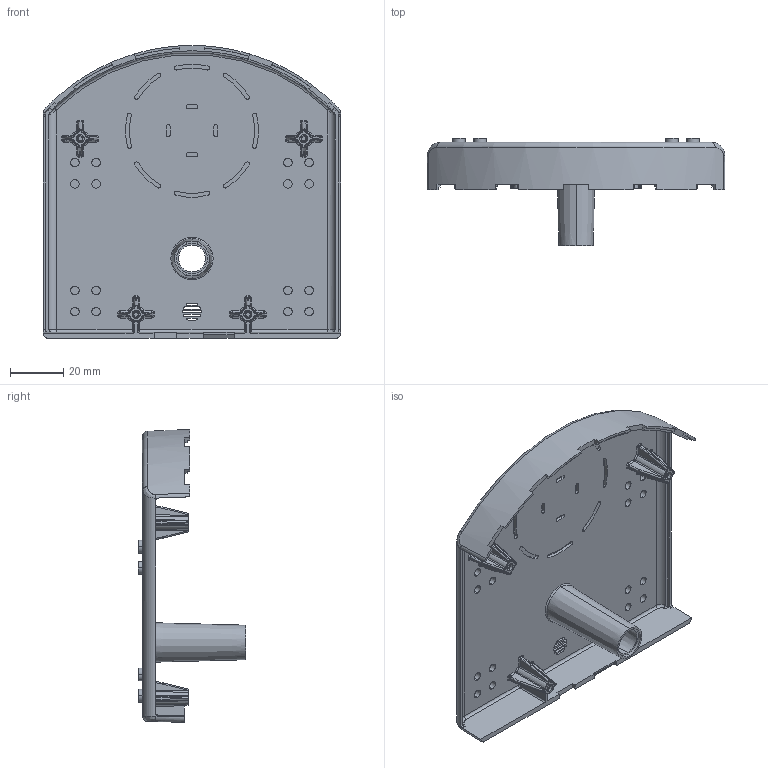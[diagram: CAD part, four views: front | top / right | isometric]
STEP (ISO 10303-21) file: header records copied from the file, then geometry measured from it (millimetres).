
FILE_DESCRIPTION((''),'2;1');
FILE_NAME('P_COQUE_DESSUS','2011-01-18T',('Michael'),('EPFL'),'PRO/ENGINEER BY PARAMETRIC TECHNOLOGY CORPORATION, 2008490','PRO/ENGINEER BY PARAMETRIC TECHNOLOGY CORPORATION, 2008490','');
FILE_SCHEMA(('AUTOMOTIVE_DESIGN_CC2 { 1 2 10303 214 -1 1 5 2 }'));
Length unit declared in the file: millimetre
Products named in the file (1): P_COQUE_DESSUS
Bounding box: 111.8 x 40.4 x 109.93 mm (x, y, z)
Volume: 33074.8 mm3; surface area: 36934.9 mm2
Topology: 1 solids, 1 shells, 840 faces, 1953 edges, 1176 vertices
Faces by surface type: cylinder 306, plane 204, bspline 172, cone 74, torus 52, sphere 32
Entity records: 35710 total; most frequent: CARTESIAN_POINT 11479, ORIENTED_EDGE 3906, DIRECTION 3778, PRESENTATION_STYLE_ASSIGNMENT 1954, STYLED_ITEM 1954, CURVE_STYLE 1953, EDGE_CURVE 1953, AXIS2_PLACEMENT_3D 1536
